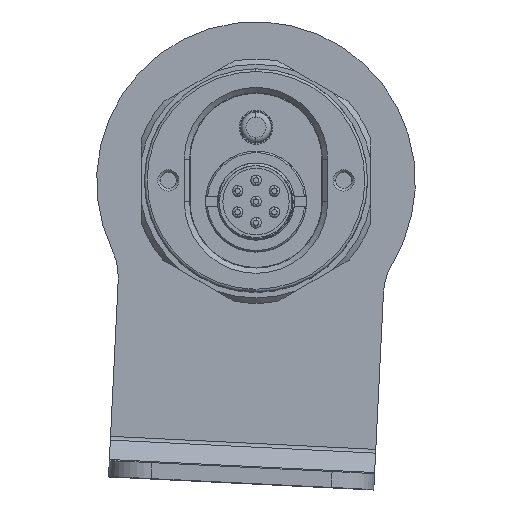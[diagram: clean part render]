
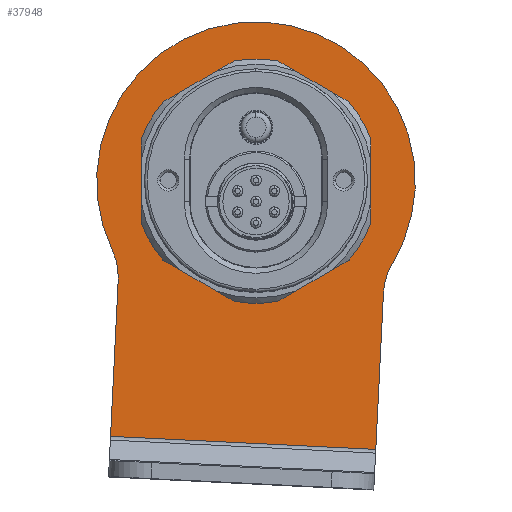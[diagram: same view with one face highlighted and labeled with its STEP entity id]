
A CAD part, top view. The second image highlights one B-rep face of the part: STEP entity #37948.
In plain terms, the highlighted face is planar.
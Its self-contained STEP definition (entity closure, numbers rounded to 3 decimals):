
#37210=DIRECTION('',(-1.,0.,0.));
#37211=VECTOR('',#37210,50.);
#37212=CARTESIAN_POINT('',(25.,7.669,-3.));
#37213=LINE('',#37212,#37211);
#37284=DIRECTION('',(0.,1.,0.));
#37285=VECTOR('',#37284,29.457);
#37286=CARTESIAN_POINT('',(-25.,7.669,-3.));
#37287=LINE('',#37286,#37285);
#37300=CARTESIAN_POINT('',(0.,57.,-3.));
#37301=DIRECTION('',(0.,0.,1.));
#37302=DIRECTION('',(-1.,0.,0.));
#37303=AXIS2_PLACEMENT_3D('',#37300,#37301,#37302);
#37305=CARTESIAN_POINT('',(-37.,37.125,-3.));
#37306=DIRECTION('',(0.,0.,-1.));
#37307=DIRECTION('',(0.881,0.473,0.));
#37308=AXIS2_PLACEMENT_3D('',#37305,#37306,#37307);
#37310=DIRECTION('',(0.,1.,0.));
#37311=VECTOR('',#37310,29.457);
#37312=CARTESIAN_POINT('',(25.,7.669,-3.));
#37313=LINE('',#37312,#37311);
#37314=CARTESIAN_POINT('',(37.,37.125,-3.));
#37315=DIRECTION('',(0.,0.,-1.));
#37316=DIRECTION('',(-1.,0.,0.));
#37317=AXIS2_PLACEMENT_3D('',#37314,#37315,#37316);
#37319=CARTESIAN_POINT('',(0.,57.,-3.));
#37320=DIRECTION('',(0.,0.,1.));
#37321=DIRECTION('',(0.881,-0.473,0.));
#37322=AXIS2_PLACEMENT_3D('',#37319,#37320,#37321);
#37324=CARTESIAN_POINT('',(0.,57.,-3.));
#37325=DIRECTION('',(0.,0.,1.));
#37326=DIRECTION('',(1.,0.,0.));
#37327=AXIS2_PLACEMENT_3D('',#37324,#37325,#37326);
#37329=CARTESIAN_POINT('',(0.,57.,-3.));
#37330=DIRECTION('',(0.,0.,1.));
#37331=DIRECTION('',(0.,1.,0.));
#37332=AXIS2_PLACEMENT_3D('',#37329,#37330,#37331);
#37334=CARTESIAN_POINT('',(0.,57.,-3.));
#37335=DIRECTION('',(0.,0.,-1.));
#37336=DIRECTION('',(1.,0.,0.));
#37337=AXIS2_PLACEMENT_3D('',#37334,#37335,#37336);
#37339=CARTESIAN_POINT('',(0.,57.,-3.));
#37340=DIRECTION('',(0.,0.,-1.));
#37341=DIRECTION('',(-1.,0.,0.));
#37342=AXIS2_PLACEMENT_3D('',#37339,#37340,#37341);
#37476=CARTESIAN_POINT('',(-25.,7.669,-3.));
#37477=VERTEX_POINT('',#37476);
#37478=CARTESIAN_POINT('',(25.,7.669,-3.));
#37479=VERTEX_POINT('',#37478);
#37480=CARTESIAN_POINT('',(25.,37.125,-3.));
#37482=VERTEX_POINT('',#37480);
#37486=CARTESIAN_POINT('',(26.429,42.804,-3.));
#37487=VERTEX_POINT('',#37486);
#37502=CARTESIAN_POINT('',(-19.1,57.,-3.));
#37503=VERTEX_POINT('',#37502);
#37504=CARTESIAN_POINT('',(19.1,57.,-3.));
#37505=VERTEX_POINT('',#37504);
#37506=CARTESIAN_POINT('',(-30.,57.,-3.));
#37507=CARTESIAN_POINT('',(-26.429,42.804,-3.));
#37508=VERTEX_POINT('',#37506);
#37509=VERTEX_POINT('',#37507);
#37510=CARTESIAN_POINT('',(-25.,37.125,-3.));
#37511=VERTEX_POINT('',#37510);
#37512=CARTESIAN_POINT('',(30.,57.,-3.));
#37513=VERTEX_POINT('',#37512);
#37514=CARTESIAN_POINT('',(0.,87.,-3.));
#37515=VERTEX_POINT('',#37514);
#37923=CARTESIAN_POINT('',(-30.,87.,-3.));
#37924=DIRECTION('',(0.,0.,1.));
#37925=DIRECTION('',(0.,-1.,0.));
#37926=AXIS2_PLACEMENT_3D('',#37923,#37924,#37925);
#37927=PLANE('',#37926);
#37928=ORIENTED_EDGE('',*,*,#37915,.T.);
#37929=ORIENTED_EDGE('',*,*,#37904,.T.);
#37930=ORIENTED_EDGE('',*,*,#37890,.F.);
#37931=ORIENTED_EDGE('',*,*,#37803,.F.);
#37932=ORIENTED_EDGE('',*,*,#37829,.T.);
#37933=ORIENTED_EDGE('',*,*,#37847,.T.);
#37935=ORIENTED_EDGE('',*,*,#37934,.T.);
#37937=ORIENTED_EDGE('',*,*,#37936,.T.);
#37939=ORIENTED_EDGE('',*,*,#37938,.T.);
#37940=EDGE_LOOP('',(#37928,#37929,#37930,#37931,#37932,#37933,#37935,#37937,
#37939));
#37941=FACE_OUTER_BOUND('',#37940,.F.);
#37943=ORIENTED_EDGE('',*,*,#37942,.T.);
#37945=ORIENTED_EDGE('',*,*,#37944,.T.);
#37946=EDGE_LOOP('',(#37943,#37945));
#37947=FACE_BOUND('',#37946,.F.);
#37304=CIRCLE('',#37303,30.);
#37309=CIRCLE('',#37308,12.);
#37318=CIRCLE('',#37317,12.);
#37323=CIRCLE('',#37322,30.);
#37328=CIRCLE('',#37327,30.);
#37333=CIRCLE('',#37332,30.);
#37338=CIRCLE('',#37337,19.1);
#37343=CIRCLE('',#37342,19.1);
#37803=EDGE_CURVE('',#37479,#37477,#37213,.T.);
#37829=EDGE_CURVE('',#37479,#37482,#37313,.T.);
#37847=EDGE_CURVE('',#37482,#37487,#37318,.T.);
#37890=EDGE_CURVE('',#37477,#37511,#37287,.T.);
#37904=EDGE_CURVE('',#37509,#37511,#37309,.T.);
#37915=EDGE_CURVE('',#37508,#37509,#37304,.T.);
#37934=EDGE_CURVE('',#37487,#37513,#37323,.T.);
#37936=EDGE_CURVE('',#37513,#37515,#37328,.T.);
#37938=EDGE_CURVE('',#37515,#37508,#37333,.T.);
#37942=EDGE_CURVE('',#37505,#37503,#37338,.T.);
#37944=EDGE_CURVE('',#37503,#37505,#37343,.T.);
#37948=ADVANCED_FACE('',(#37941,#37947),#37927,.F.);
